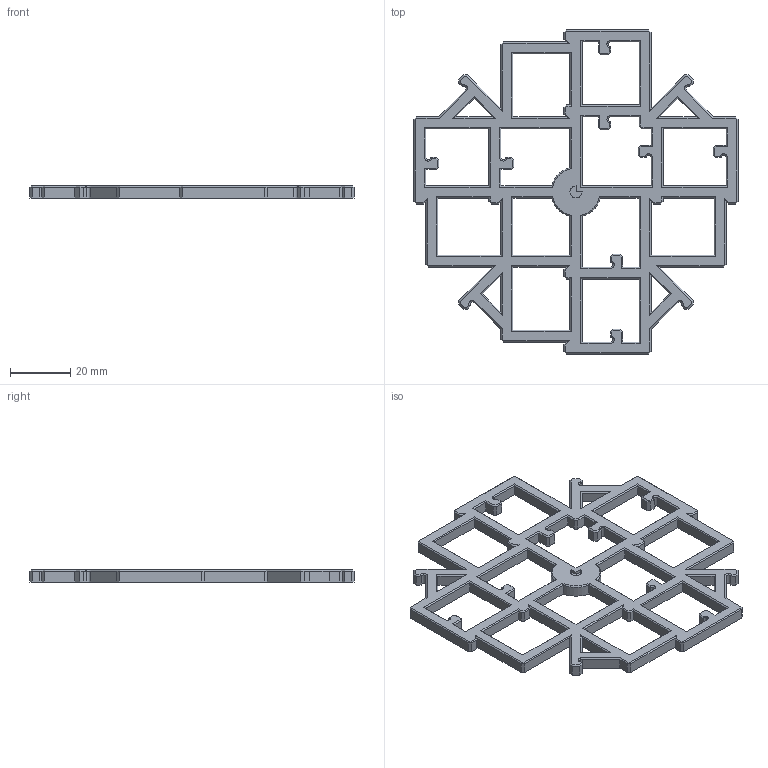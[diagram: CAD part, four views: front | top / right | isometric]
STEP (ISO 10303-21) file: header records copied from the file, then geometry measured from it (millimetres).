
FILE_DESCRIPTION(('Open CASCADE Model'),'2;1');
FILE_NAME('Open CASCADE Shape Model','2024-03-08T16:48:45',('Author'),( 'Open CASCADE'),'Open CASCADE STEP processor 7.7','Open CASCADE 7.7' ,'Unknown');
FILE_SCHEMA(('AUTOMOTIVE_DESIGN { 1 0 10303 214 1 1 1 1 }'));
Length unit declared in the file: millimetre
Products named in the file (1): Open CASCADE STEP translator 7.7 4
Bounding box: 108 x 108 x 4 mm (x, y, z)
Volume: 14633.6 mm3; surface area: 13585.3 mm2
Topology: 1 solids, 1 shells, 410 faces, 1019 edges, 612 vertices
Faces by surface type: plane 379, cylinder 16, cone 15
Entity records: 25763 total; most frequent: CARTESIAN_POINT 5279, DIRECTION 3716, LINE 2745, VECTOR 2745, ORIENTED_EDGE 2038, PCURVE 2038, DEFINITIONAL_REPRESENTATION 2038, EDGE_CURVE 1019
